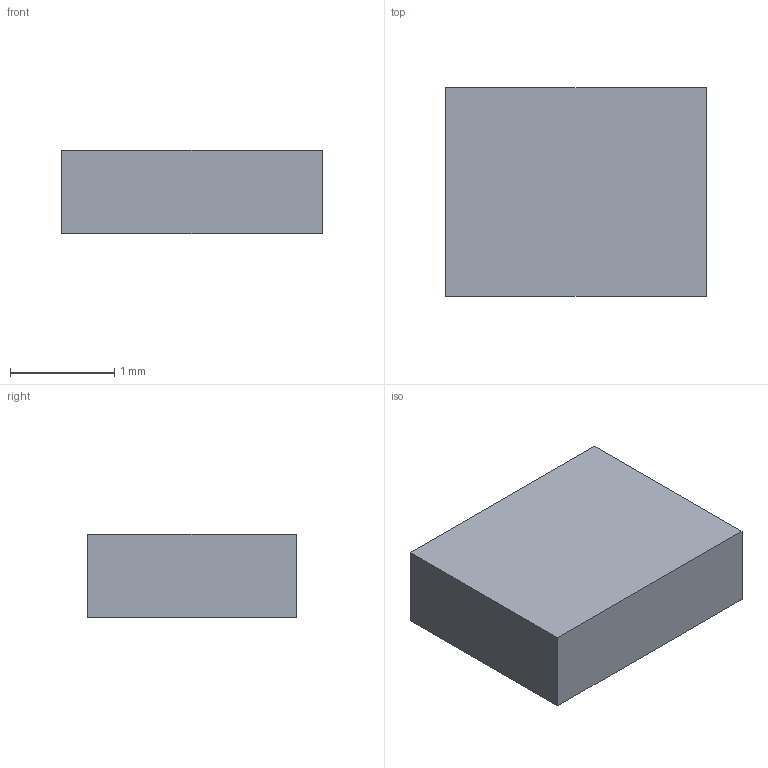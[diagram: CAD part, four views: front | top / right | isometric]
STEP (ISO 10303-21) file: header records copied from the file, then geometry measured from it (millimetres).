
FILE_DESCRIPTION(/* description */ ('Unknown'),/* implementation_level */ '2;1');
FILE_NAME(/* name */ 'L_Wurth_WE-MAPI_2508',/* time_stamp */ '2022-03-08T11:11:05+08:00',/* author */ ('Unknown'),/* organization */ ('Unknown'),/* preprocessor_version */ 'ST-DEVELOPER v16.7',/* originating_system */ 'Solid Edge',/* authorisation */ 'Unknown');
FILE_SCHEMA (('AUTOMOTIVE_DESIGN {1 0 10303 214 3 1 1}'));
Length unit declared in the file: millimetre
Products named in the file (2): L_Wurth_WE-MAPI_2508
Assembly tree (1 placements, depth 2):
  L_Wurth_WE-MAPI_2508
    L_Wurth_WE-MAPI_2508
Bounding box: 2.5 x 2 x 0.8 mm (x, y, z)
Volume: 4 mm3; surface area: 22.8 mm2
Topology: 3 solids, 3 shells, 22 faces, 48 edges, 32 vertices
Faces by surface type: plane 22
Entity records: 652 total; most frequent: CARTESIAN_POINT 104, ORIENTED_EDGE 96, DIRECTION 96, EDGE_CURVE 48, LINE 48, VECTOR 48, VERTEX_POINT 32, AXIS2_PLACEMENT_3D 24
